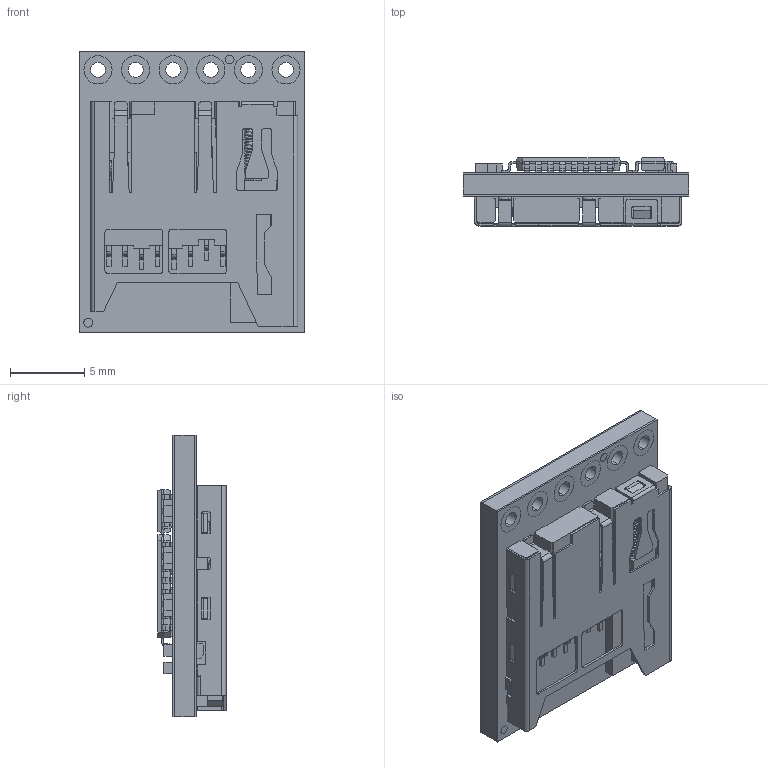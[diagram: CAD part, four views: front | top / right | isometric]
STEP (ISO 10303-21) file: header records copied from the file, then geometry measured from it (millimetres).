
FILE_DESCRIPTION (( 'STEP AP214' ), '1' );
FILE_NAME ('DEV-13712.STEP', '2022-10-21T18:05:52', ( '' ), ( '' ), 'SwSTEP 2.0', 'SolidWorks 2017', '' );
FILE_SCHEMA (( 'AUTOMOTIVE_DESIGN' ));
Length unit declared in the file: millimetre
Products named in the file (1): DEV-13712
Bounding box: 15.24 x 4.6 x 19.05 mm (x, y, z)
Volume: 679 mm3; surface area: 3136.5 mm2
Topology: 110 solids, 110 shells, 1594 faces, 4036 edges, 2660 vertices
Faces by surface type: plane 1133, cylinder 455, sphere 4, bspline 2
Entity records: 52807 total; most frequent: CARTESIAN_POINT 12235, DIRECTION 8098, ORIENTED_EDGE 8064, EDGE_CURVE 4032, LINE 3084, VECTOR 3084, VERTEX_POINT 2660, AXIS2_PLACEMENT_3D 2507
